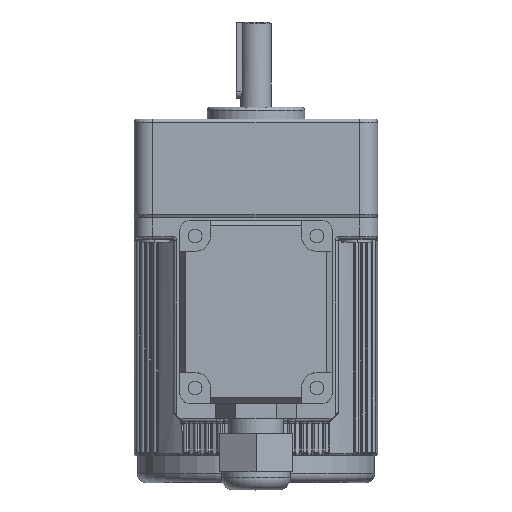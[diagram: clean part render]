
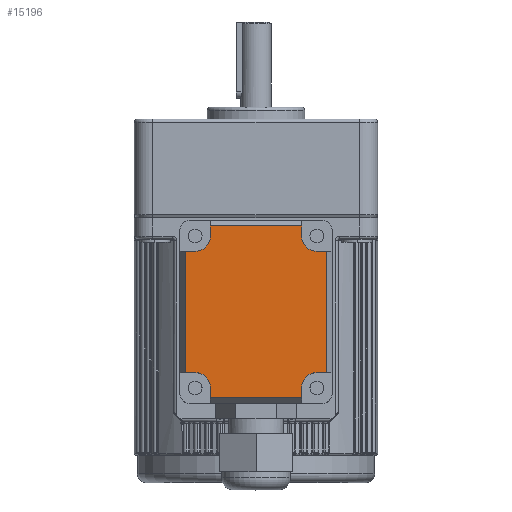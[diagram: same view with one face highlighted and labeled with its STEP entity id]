
A CAD part, top view. The second image highlights one B-rep face of the part: STEP entity #15196.
In plain terms, the highlighted face is planar.
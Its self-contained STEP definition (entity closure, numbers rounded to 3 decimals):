
#1278 = DIRECTION ( 'NONE',  ( 0., 0., -1. ) ) ;
#1725 = CIRCLE ( 'NONE', #27435, 4.79 ) ;
#1886 = CARTESIAN_POINT ( 'NONE',  ( -134.756, 40., -647.373 ) ) ;
#1944 = EDGE_LOOP ( 'NONE', ( #10387, #17073, #12799, #6291, #34038, #4803, #27599, #19978, #26077, #27495, #24479, #3366, #37730, #10410, #27043, #21461 ) ) ;
#2130 = DIRECTION ( 'NONE',  ( 0., 0., -1. ) ) ;
#2198 = VERTEX_POINT ( 'NONE', #7928 ) ;
#2227 = EDGE_CURVE ( 'NONE', #11846, #11542, #11230, .T. ) ;
#3366 = ORIENTED_EDGE ( 'NONE', *, *, #16055, .T. ) ;
#3749 = FACE_OUTER_BOUND ( 'NONE', #1944, .T. ) ;
#3786 = CARTESIAN_POINT ( 'NONE',  ( -134.756, 40., -637.373 ) ) ;
#4340 = CARTESIAN_POINT ( 'NONE',  ( -134.756, 40., -639.105 ) ) ;
#4803 = ORIENTED_EDGE ( 'NONE', *, *, #27400, .T. ) ;
#5163 = LINE ( 'NONE', #3786, #12918 ) ;
#6291 = ORIENTED_EDGE ( 'NONE', *, *, #34597, .T. ) ;
#6292 = DIRECTION ( 'NONE',  ( 0., 0., 1. ) ) ;
#6326 = VECTOR ( 'NONE', #19341, 1000. ) ;
#6361 = DIRECTION ( 'NONE',  ( 0., -1., 0. ) ) ;
#6391 = CIRCLE ( 'NONE', #18563, 4.79 ) ;
#6909 = LINE ( 'NONE', #25452, #13717 ) ;
#6981 = VERTEX_POINT ( 'NONE', #17950 ) ;
#7797 = VERTEX_POINT ( 'NONE', #18554 ) ;
#7928 = CARTESIAN_POINT ( 'NONE',  ( -104.756, 40., -692.163 ) ) ;
#8071 = VECTOR ( 'NONE', #29155, 1000. ) ;
#8158 = CARTESIAN_POINT ( 'NONE',  ( -139.547, 40., -647.373 ) ) ;
#8310 = CARTESIAN_POINT ( 'NONE',  ( -143.024, 40., -687.373 ) ) ;
#8930 = CARTESIAN_POINT ( 'NONE',  ( -134.756, 40., -692.163 ) ) ;
#9451 = EDGE_CURVE ( 'NONE', #13197, #14714, #6391, .T. ) ;
#9632 = VERTEX_POINT ( 'NONE', #37772 ) ;
#9899 = VECTOR ( 'NONE', #35564, 1000. ) ;
#10387 = ORIENTED_EDGE ( 'NONE', *, *, #30028, .F. ) ;
#10410 = ORIENTED_EDGE ( 'NONE', *, *, #37778, .T. ) ;
#10508 = CIRCLE ( 'NONE', #33079, 4.79 ) ;
#10679 = EDGE_CURVE ( 'NONE', #13197, #14741, #30709, .T. ) ;
#10884 = DIRECTION ( 'NONE',  ( 0., -1., 0. ) ) ;
#11221 = EDGE_CURVE ( 'NONE', #7797, #24703, #16706, .T. ) ;
#11230 = LINE ( 'NONE', #31568, #17137 ) ;
#11354 = CARTESIAN_POINT ( 'NONE',  ( -104.756, 40., -697.373 ) ) ;
#11503 = EDGE_CURVE ( 'NONE', #7797, #2198, #25047, .T. ) ;
#11542 = VERTEX_POINT ( 'NONE', #20284 ) ;
#11778 = LINE ( 'NONE', #28500, #25584 ) ;
#11846 = VERTEX_POINT ( 'NONE', #31197 ) ;
#12516 = CARTESIAN_POINT ( 'NONE',  ( -139.547, 40., -642.582 ) ) ;
#12799 = ORIENTED_EDGE ( 'NONE', *, *, #20601, .F. ) ;
#12918 = VECTOR ( 'NONE', #27260, 1000. ) ;
#13197 = VERTEX_POINT ( 'NONE', #8158 ) ;
#13546 = CARTESIAN_POINT ( 'NONE',  ( -104.756, 40., -639.105 ) ) ;
#13717 = VECTOR ( 'NONE', #2130, 1000. ) ;
#13984 = CARTESIAN_POINT ( 'NONE',  ( -104.756, 40., -639.105 ) ) ;
#14714 = VERTEX_POINT ( 'NONE', #32638 ) ;
#14741 = VERTEX_POINT ( 'NONE', #23980 ) ;
#14744 = CARTESIAN_POINT ( 'NONE',  ( -144.756, 40., -687.373 ) ) ;
#14996 = AXIS2_PLACEMENT_3D ( 'NONE', #33500, #18739, #1278 ) ;
#15196 = ADVANCED_FACE ( 'NONE', ( #3749 ), #24610, .F. ) ;
#15448 = DIRECTION ( 'NONE',  ( 0., 0., -1. ) ) ;
#15895 = EDGE_CURVE ( 'NONE', #22512, #24703, #19212, .T. ) ;
#16055 = EDGE_CURVE ( 'NONE', #22512, #9632, #36290, .T. ) ;
#16537 = EDGE_CURVE ( 'NONE', #11846, #2198, #10508, .T. ) ;
#16689 = LINE ( 'NONE', #13984, #24598 ) ;
#16706 = LINE ( 'NONE', #23201, #8071 ) ;
#16896 = DIRECTION ( 'NONE',  ( 0., -1., 0. ) ) ;
#16962 = VERTEX_POINT ( 'NONE', #13546 ) ;
#17073 = ORIENTED_EDGE ( 'NONE', *, *, #21459, .T. ) ;
#17137 = VECTOR ( 'NONE', #28582, 1000. ) ;
#17630 = LINE ( 'NONE', #26691, #9899 ) ;
#17840 = CARTESIAN_POINT ( 'NONE',  ( -143.024, 40., -647.373 ) ) ;
#17950 = CARTESIAN_POINT ( 'NONE',  ( -96.488, 40., -647.373 ) ) ;
#18554 = CARTESIAN_POINT ( 'NONE',  ( -104.756, 40., -695.641 ) ) ;
#18563 = AXIS2_PLACEMENT_3D ( 'NONE', #12516, #33110, #15448 ) ;
#18717 = VERTEX_POINT ( 'NONE', #4340 ) ;
#18739 = DIRECTION ( 'NONE',  ( 0., -1., 0. ) ) ;
#18895 = VERTEX_POINT ( 'NONE', #28899 ) ;
#19196 = EDGE_CURVE ( 'NONE', #31620, #6981, #11778, .T. ) ;
#19212 = LINE ( 'NONE', #30935, #34040 ) ;
#19341 = DIRECTION ( 'NONE',  ( -1., 0., 0. ) ) ;
#19390 = VECTOR ( 'NONE', #6292, 1000. ) ;
#19978 = ORIENTED_EDGE ( 'NONE', *, *, #16537, .T. ) ;
#20284 = CARTESIAN_POINT ( 'NONE',  ( -96.488, 40., -687.373 ) ) ;
#20598 = DIRECTION ( 'NONE',  ( 1., 0., 0. ) ) ;
#20601 = EDGE_CURVE ( 'NONE', #18895, #16962, #17630, .T. ) ;
#20713 = CARTESIAN_POINT ( 'NONE',  ( -134.756, 40., -695.641 ) ) ;
#21459 = EDGE_CURVE ( 'NONE', #18717, #16962, #16689, .T. ) ;
#21461 = ORIENTED_EDGE ( 'NONE', *, *, #9451, .T. ) ;
#22232 = VECTOR ( 'NONE', #20598, 1000. ) ;
#22512 = VERTEX_POINT ( 'NONE', #8930 ) ;
#22592 = DIRECTION ( 'NONE',  ( 1., 0., 0. ) ) ;
#23136 = LINE ( 'NONE', #14744, #22232 ) ;
#23201 = CARTESIAN_POINT ( 'NONE',  ( -134.756, 40., -695.641 ) ) ;
#23872 = CARTESIAN_POINT ( 'NONE',  ( -99.966, 40., -642.582 ) ) ;
#23980 = CARTESIAN_POINT ( 'NONE',  ( -143.024, 40., -647.373 ) ) ;
#24098 = VECTOR ( 'NONE', #28982, 1000. ) ;
#24479 = ORIENTED_EDGE ( 'NONE', *, *, #15895, .F. ) ;
#24598 = VECTOR ( 'NONE', #22592, 1000. ) ;
#24610 = PLANE ( 'NONE',  #14996 ) ;
#24703 = VERTEX_POINT ( 'NONE', #20713 ) ;
#25047 = LINE ( 'NONE', #11354, #24098 ) ;
#25074 = CARTESIAN_POINT ( 'NONE',  ( -99.966, 40., -647.373 ) ) ;
#25452 = CARTESIAN_POINT ( 'NONE',  ( -96.488, 40., -687.373 ) ) ;
#25584 = VECTOR ( 'NONE', #31488, 1000. ) ;
#26077 = ORIENTED_EDGE ( 'NONE', *, *, #11503, .F. ) ;
#26691 = CARTESIAN_POINT ( 'NONE',  ( -104.756, 40., -647.373 ) ) ;
#26877 = DIRECTION ( 'NONE',  ( 0., 0., -1. ) ) ;
#27043 = ORIENTED_EDGE ( 'NONE', *, *, #10679, .F. ) ;
#27260 = DIRECTION ( 'NONE',  ( 0., 0., -1. ) ) ;
#27302 = LINE ( 'NONE', #17840, #19390 ) ;
#27400 = EDGE_CURVE ( 'NONE', #6981, #11542, #6909, .T. ) ;
#27435 = AXIS2_PLACEMENT_3D ( 'NONE', #23872, #6361, #26877 ) ;
#27495 = ORIENTED_EDGE ( 'NONE', *, *, #11221, .T. ) ;
#27599 = ORIENTED_EDGE ( 'NONE', *, *, #2227, .F. ) ;
#27964 = DIRECTION ( 'NONE',  ( 0., 0., -1. ) ) ;
#28500 = CARTESIAN_POINT ( 'NONE',  ( -104.756, 40., -647.373 ) ) ;
#28519 = CARTESIAN_POINT ( 'NONE',  ( -99.966, 40., -692.163 ) ) ;
#28582 = DIRECTION ( 'NONE',  ( 1., 0., 0. ) ) ;
#28899 = CARTESIAN_POINT ( 'NONE',  ( -104.756, 40., -642.582 ) ) ;
#28982 = DIRECTION ( 'NONE',  ( 0., 0., 1. ) ) ;
#29155 = DIRECTION ( 'NONE',  ( -1., 0., 0. ) ) ;
#30028 = EDGE_CURVE ( 'NONE', #18717, #14714, #5163, .T. ) ;
#30639 = AXIS2_PLACEMENT_3D ( 'NONE', #34605, #16896, #37488 ) ;
#30709 = LINE ( 'NONE', #1886, #6326 ) ;
#30935 = CARTESIAN_POINT ( 'NONE',  ( -134.756, 40., -687.373 ) ) ;
#31197 = CARTESIAN_POINT ( 'NONE',  ( -99.966, 40., -687.373 ) ) ;
#31488 = DIRECTION ( 'NONE',  ( 1., 0., 0. ) ) ;
#31503 = DIRECTION ( 'NONE',  ( 0., 0., -1. ) ) ;
#31568 = CARTESIAN_POINT ( 'NONE',  ( -104.756, 40., -687.373 ) ) ;
#31620 = VERTEX_POINT ( 'NONE', #25074 ) ;
#32638 = CARTESIAN_POINT ( 'NONE',  ( -134.756, 40., -642.582 ) ) ;
#33079 = AXIS2_PLACEMENT_3D ( 'NONE', #28519, #10884, #31503 ) ;
#33110 = DIRECTION ( 'NONE',  ( 0., -1., 0. ) ) ;
#33500 = CARTESIAN_POINT ( 'NONE',  ( 0., 40., 0. ) ) ;
#34038 = ORIENTED_EDGE ( 'NONE', *, *, #19196, .T. ) ;
#34040 = VECTOR ( 'NONE', #27964, 1000. ) ;
#34597 = EDGE_CURVE ( 'NONE', #18895, #31620, #1725, .T. ) ;
#34605 = CARTESIAN_POINT ( 'NONE',  ( -139.547, 40., -692.163 ) ) ;
#35564 = DIRECTION ( 'NONE',  ( 0., 0., 1. ) ) ;
#36290 = CIRCLE ( 'NONE', #30639, 4.79 ) ;
#36971 = EDGE_CURVE ( 'NONE', #37574, #9632, #23136, .T. ) ;
#37488 = DIRECTION ( 'NONE',  ( 0., 0., -1. ) ) ;
#37574 = VERTEX_POINT ( 'NONE', #8310 ) ;
#37730 = ORIENTED_EDGE ( 'NONE', *, *, #36971, .F. ) ;
#37772 = CARTESIAN_POINT ( 'NONE',  ( -139.547, 40., -687.373 ) ) ;
#37778 = EDGE_CURVE ( 'NONE', #37574, #14741, #27302, .T. ) ;
